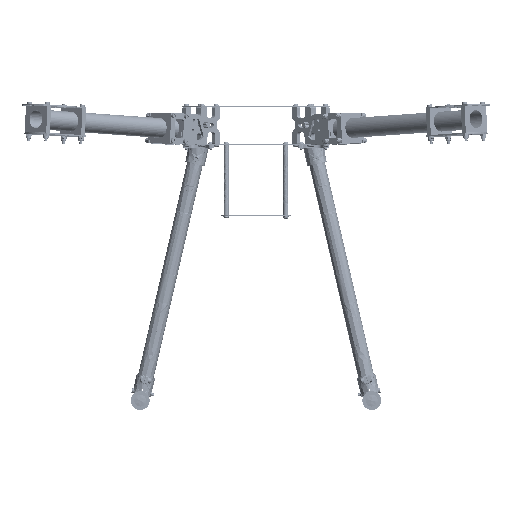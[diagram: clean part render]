
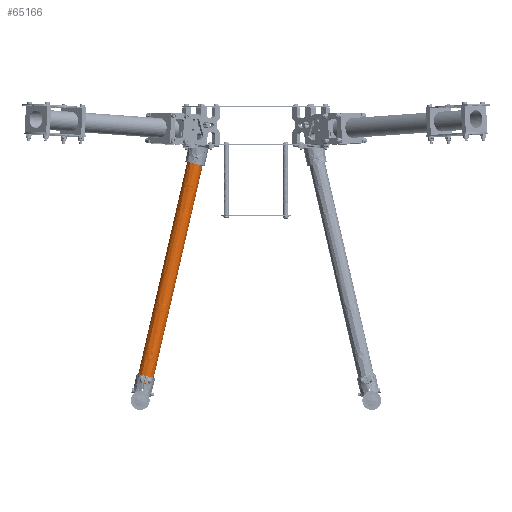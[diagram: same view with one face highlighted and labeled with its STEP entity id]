
A CAD part, front view. The second image highlights one B-rep face of the part: STEP entity #65166.
In plain terms, the highlighted free-form (B-spline) face has degree [2, 1] with [5, 2] control points.
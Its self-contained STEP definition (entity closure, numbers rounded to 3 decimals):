
#65049 = VERTEX_POINT('',#65050);
#65050 = CARTESIAN_POINT('',(-182.469,0.,
    -366.195));
#65051 = VERTEX_POINT('',#65052);
#65052 = CARTESIAN_POINT('',(-159.11,0.,
    -371.588));
#65060 = EDGE_CURVE('',#65051,#65049,#65061,.T.);
#65061 = ( BOUNDED_CURVE() B_SPLINE_CURVE(2,(#65062,#65063,#65064,#65065
,#65066),.UNSPECIFIED.,.F.,.F.) B_SPLINE_CURVE_WITH_KNOTS((3,2,3),(0.,
1.571,3.142),.PIECEWISE_BEZIER_KNOTS.) CURVE() 
GEOMETRIC_REPRESENTATION_ITEM() RATIONAL_B_SPLINE_CURVE((1.,
0.707,1.,0.707,1.)) REPRESENTATION_ITEM('') );
#65062 = CARTESIAN_POINT('',(-159.11,0.,-371.588));
#65063 = CARTESIAN_POINT('',(-159.11,-11.987,
    -371.588));
#65064 = CARTESIAN_POINT('',(-170.789,-11.987,
    -368.891));
#65065 = CARTESIAN_POINT('',(-182.469,-11.987,
    -366.195));
#65066 = CARTESIAN_POINT('',(-182.469,0.,
    -366.195));
#65088 = VERTEX_POINT('',#65089);
#65089 = CARTESIAN_POINT('',(-76.195,0.,
    -12.443));
#65090 = VERTEX_POINT('',#65091);
#65091 = CARTESIAN_POINT('',(-99.554,0.,
    -7.05));
#65099 = EDGE_CURVE('',#65088,#65051,#65100,.T.);
#65100 = B_SPLINE_CURVE_WITH_KNOTS('',1,(#65101,#65102),.UNSPECIFIED.,
  .F.,.F.,(2,2),(0.,246.),.PIECEWISE_BEZIER_KNOTS.);
#65101 = CARTESIAN_POINT('',(-76.195,0.,-12.443));
#65102 = CARTESIAN_POINT('',(-159.11,0.,-371.588));
#65105 = EDGE_CURVE('',#65049,#65090,#65106,.T.);
#65106 = B_SPLINE_CURVE_WITH_KNOTS('',1,(#65107,#65108),.UNSPECIFIED.,
  .F.,.F.,(2,2),(0.,246.),.PIECEWISE_BEZIER_KNOTS.);
#65107 = CARTESIAN_POINT('',(-182.469,0.,-366.195));
#65108 = CARTESIAN_POINT('',(-99.554,0.,-7.05));
#65166 = ADVANCED_FACE('',(#65167,#65180),#65226,.T.);
#65167 = FACE_BOUND('',#65168,.T.);
#65168 = EDGE_LOOP('',(#65169,#65177,#65178,#65179));
#65169 = ORIENTED_EDGE('',*,*,#65170,.F.);
#65170 = EDGE_CURVE('',#65090,#65088,#65171,.T.);
#65171 = ( BOUNDED_CURVE() B_SPLINE_CURVE(2,(#65172,#65173,#65174,#65175
,#65176),.UNSPECIFIED.,.F.,.F.) B_SPLINE_CURVE_WITH_KNOTS((3,2,3),(0.,
1.571,3.142),.PIECEWISE_BEZIER_KNOTS.) CURVE() 
GEOMETRIC_REPRESENTATION_ITEM() RATIONAL_B_SPLINE_CURVE((1.,
0.707,1.,0.707,1.)) REPRESENTATION_ITEM('') );
#65172 = CARTESIAN_POINT('',(-99.554,0.,-7.05));
#65173 = CARTESIAN_POINT('',(-99.554,-11.987,
    -7.05));
#65174 = CARTESIAN_POINT('',(-87.874,-11.987,
    -9.747));
#65175 = CARTESIAN_POINT('',(-76.195,-11.987,
    -12.443));
#65176 = CARTESIAN_POINT('',(-76.195,0.,
    -12.443));
#65177 = ORIENTED_EDGE('',*,*,#65105,.F.);
#65178 = ORIENTED_EDGE('',*,*,#65060,.F.);
#65179 = ORIENTED_EDGE('',*,*,#65099,.F.);
#65180 = FACE_BOUND('',#65181,.T.);
#65181 = EDGE_LOOP('',(#65182,#65195,#65211));
#65182 = ORIENTED_EDGE('',*,*,#65183,.F.);
#65183 = EDGE_CURVE('',#65184,#65186,#65188,.T.);
#65184 = VERTEX_POINT('',#65185);
#65185 = CARTESIAN_POINT('',(-92.692,-11.777,
    -20.684));
#65186 = VERTEX_POINT('',#65187);
#65187 = CARTESIAN_POINT('',(-92.76,-11.774,
    -20.921));
#65188 = B_SPLINE_CURVE_WITH_KNOTS('',3,(#65189,#65190,#65191,#65192,
    #65193,#65194),.UNSPECIFIED.,.F.,.F.,(4,1,1,4),(0.,0.333,
    0.667,1.),.UNSPECIFIED.);
#65189 = CARTESIAN_POINT('',(-92.692,-11.777,
    -20.684));
#65190 = CARTESIAN_POINT('',(-92.701,-11.776,
    -20.71));
#65191 = CARTESIAN_POINT('',(-92.718,-11.775,
    -20.762));
#65192 = CARTESIAN_POINT('',(-92.741,-11.774,
    -20.841));
#65193 = CARTESIAN_POINT('',(-92.754,-11.774,
    -20.894));
#65194 = CARTESIAN_POINT('',(-92.76,-11.774,
    -20.921));
#65195 = ORIENTED_EDGE('',*,*,#65196,.F.);
#65196 = EDGE_CURVE('',#65197,#65184,#65199,.T.);
#65197 = VERTEX_POINT('',#65198);
#65198 = CARTESIAN_POINT('',(-88.381,-11.774,
    -21.932));
#65199 = B_SPLINE_CURVE_WITH_KNOTS('',3,(#65200,#65201,#65202,#65203,
    #65204,#65205,#65206,#65207,#65208,#65209,#65210),.UNSPECIFIED.,.F.,
  .F.,(4,1,1,1,1,1,1,1,4),(0.,0.125,0.25,0.375,0.5,0.625,0.75,0.875,1.),
  .QUASI_UNIFORM_KNOTS.);
#65200 = CARTESIAN_POINT('',(-88.381,-11.774,
    -21.932));
#65201 = CARTESIAN_POINT('',(-88.317,-11.774,
    -21.657));
#65202 = CARTESIAN_POINT('',(-88.295,-11.797,
    -21.081));
#65203 = CARTESIAN_POINT('',(-88.583,-11.873,
    -20.266));
#65204 = CARTESIAN_POINT('',(-89.154,-11.956,
    -19.611));
#65205 = CARTESIAN_POINT('',(-89.932,-11.995,
    -19.214));
#65206 = CARTESIAN_POINT('',(-90.802,-11.974,
    -19.135));
#65207 = CARTESIAN_POINT('',(-91.634,-11.898,
    -19.385));
#65208 = CARTESIAN_POINT('',(-92.311,-11.816,
    -19.921));
#65209 = CARTESIAN_POINT('',(-92.599,-11.783,
    -20.418));
#65210 = CARTESIAN_POINT('',(-92.692,-11.777,
    -20.684));
#65211 = ORIENTED_EDGE('',*,*,#65212,.F.);
#65212 = EDGE_CURVE('',#65186,#65197,#65213,.T.);
#65213 = B_SPLINE_CURVE_WITH_KNOTS('',3,(#65214,#65215,#65216,#65217,
    #65218,#65219,#65220,#65221,#65222,#65223,#65224,#65225),
  .UNSPECIFIED.,.F.,.F.,(4,1,1,1,1,1,1,1,1,4),(0.,0.111,
    0.222,0.333,0.444,0.556,
    0.667,0.778,0.889,1.),.UNSPECIFIED.);
#65214 = CARTESIAN_POINT('',(-92.76,-11.774,
    -20.921));
#65215 = CARTESIAN_POINT('',(-92.819,-11.774,
    -21.173));
#65216 = CARTESIAN_POINT('',(-92.847,-11.795,
    -21.701));
#65217 = CARTESIAN_POINT('',(-92.616,-11.862,
    -22.464));
#65218 = CARTESIAN_POINT('',(-92.133,-11.935,
    -23.106));
#65219 = CARTESIAN_POINT('',(-91.464,-11.985,
    -23.538));
#65220 = CARTESIAN_POINT('',(-90.691,-11.99,
    -23.716));
#65221 = CARTESIAN_POINT('',(-89.903,-11.937,
    -23.621));
#65222 = CARTESIAN_POINT('',(-89.187,-11.861,
    -23.257));
#65223 = CARTESIAN_POINT('',(-88.645,-11.794,
    -22.672));
#65224 = CARTESIAN_POINT('',(-88.439,-11.774,
    -22.185));
#65225 = CARTESIAN_POINT('',(-88.381,-11.774,
    -21.932));
#65226 = ( BOUNDED_SURFACE() B_SPLINE_SURFACE(2,1,(
    (#65227,#65228)
    ,(#65229,#65230)
    ,(#65231,#65232)
    ,(#65233,#65234)
    ,(#65235,#65236
)),.UNSPECIFIED.,.F.,.F.,.F.) B_SPLINE_SURFACE_WITH_KNOTS((3,2,3),(2,2),
  (0.,1.571,3.142),(0.,246.),.PIECEWISE_BEZIER_KNOTS.) 
GEOMETRIC_REPRESENTATION_ITEM() RATIONAL_B_SPLINE_SURFACE((
    (1.,1.)
    ,(0.707,0.707)
    ,(1.,1.)
    ,(0.707,0.707)
,(1.,1.))) REPRESENTATION_ITEM('') SURFACE() );
#65227 = CARTESIAN_POINT('',(-76.195,0.,-12.443));
#65228 = CARTESIAN_POINT('',(-159.11,0.,-371.588));
#65229 = CARTESIAN_POINT('',(-76.195,-11.987,
    -12.443));
#65230 = CARTESIAN_POINT('',(-159.11,-11.987,
    -371.588));
#65231 = CARTESIAN_POINT('',(-87.874,-11.987,
    -9.747));
#65232 = CARTESIAN_POINT('',(-170.789,-11.987,
    -368.891));
#65233 = CARTESIAN_POINT('',(-99.554,-11.987,
    -7.05));
#65234 = CARTESIAN_POINT('',(-182.469,-11.987,
    -366.195));
#65235 = CARTESIAN_POINT('',(-99.554,0.,
    -7.05));
#65236 = CARTESIAN_POINT('',(-182.469,0.,
    -366.195));
